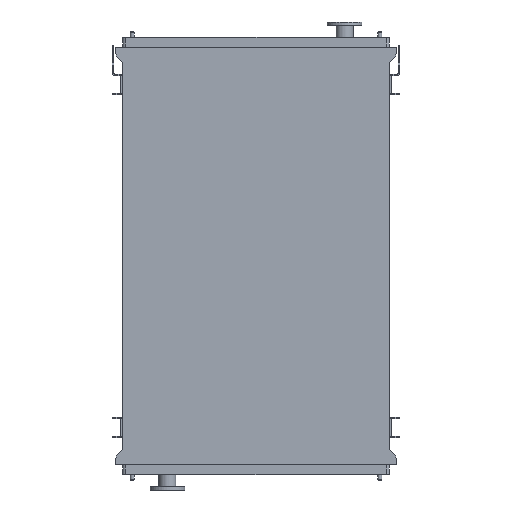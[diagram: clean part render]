
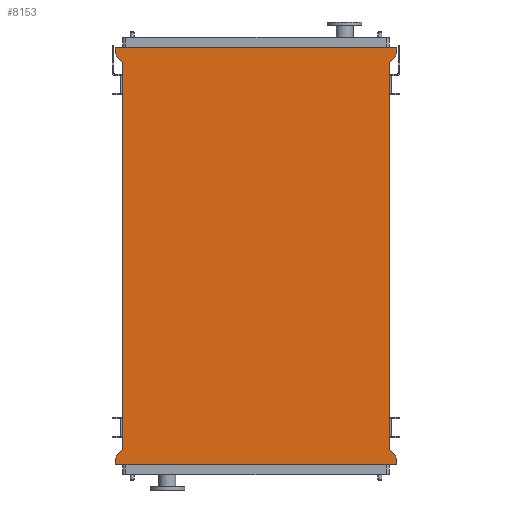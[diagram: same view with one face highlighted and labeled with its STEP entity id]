
A CAD part, front view. The second image highlights one B-rep face of the part: STEP entity #8153.
In plain terms, the highlighted planar face has unit normal (0, -1, 0).
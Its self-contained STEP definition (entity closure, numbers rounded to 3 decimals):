
#442 = CARTESIAN_POINT ( 'NONE',  ( 845., 0., -2450. ) ) ;
#446 = LINE ( 'NONE', #11637, #11271 ) ;
#473 = DIRECTION ( 'NONE',  ( 0., 0., 1. ) ) ;
#704 = CARTESIAN_POINT ( 'NONE',  ( 891., 0., -2503. ) ) ;
#714 = LINE ( 'NONE', #5152, #14232 ) ;
#747 = CARTESIAN_POINT ( 'NONE',  ( -845., 0., 0. ) ) ;
#787 = CARTESIAN_POINT ( 'NONE',  ( -891., 0., 53. ) ) ;
#943 = CARTESIAN_POINT ( 'NONE',  ( -845., 0., 0. ) ) ;
#1030 = DIRECTION ( 'NONE',  ( -0.655, 0., 0.755 ) ) ;
#1175 = VECTOR ( 'NONE', #1030, 1000. ) ;
#1237 = CARTESIAN_POINT ( 'NONE',  ( 891., 0., 95. ) ) ;
#1434 = CARTESIAN_POINT ( 'NONE',  ( -845., 0., -2450. ) ) ;
#1691 = DIRECTION ( 'NONE',  ( 0., 0., -1. ) ) ;
#1935 = VECTOR ( 'NONE', #2443, 1000. ) ;
#2153 = LINE ( 'NONE', #747, #1175 ) ;
#2418 = LINE ( 'NONE', #5379, #1935 ) ;
#2443 = DIRECTION ( 'NONE',  ( -0.655, 0., -0.755 ) ) ;
#2972 = CARTESIAN_POINT ( 'NONE',  ( 845., 0., 0. ) ) ;
#3013 = DIRECTION ( 'NONE',  ( 0., 0., -1. ) ) ;
#3036 = CARTESIAN_POINT ( 'NONE',  ( 891., 0., -2545. ) ) ;
#3058 = DIRECTION ( 'NONE',  ( 0.655, 0., -0.755 ) ) ;
#3063 = DIRECTION ( 'NONE',  ( -1., 0., 0. ) ) ;
#3397 = DIRECTION ( 'NONE',  ( 1., 0., 0. ) ) ;
#3464 = CARTESIAN_POINT ( 'NONE',  ( -891., 0., 95. ) ) ;
#4770 = AXIS2_PLACEMENT_3D ( 'NONE', #6198, #6174, #6156 ) ;
#5037 = LINE ( 'NONE', #3464, #11560 ) ;
#5152 = CARTESIAN_POINT ( 'NONE',  ( 845., 0., -2450. ) ) ;
#5379 = CARTESIAN_POINT ( 'NONE',  ( 891., 0., 53. ) ) ;
#5439 = CARTESIAN_POINT ( 'NONE',  ( -891., 0., -2545. ) ) ;
#5751 = EDGE_CURVE ( 'NONE', #15745, #16028, #7089, .T. ) ;
#5752 = EDGE_CURVE ( 'NONE', #16177, #11408, #2418, .T. ) ;
#5788 = EDGE_CURVE ( 'NONE', #11551, #13775, #15048, .T. ) ;
#5913 = EDGE_CURVE ( 'NONE', #13182, #15745, #15830, .T. ) ;
#5970 = EDGE_CURVE ( 'NONE', #16037, #13182, #9101, .T. ) ;
#6008 = EDGE_CURVE ( 'NONE', #11299, #16037, #714, .T. ) ;
#6110 = EDGE_CURVE ( 'NONE', #8074, #13524, #10020, .T. ) ;
#6156 = DIRECTION ( 'NONE',  ( 0., 0., -1. ) ) ;
#6174 = DIRECTION ( 'NONE',  ( 0., -1., 0. ) ) ;
#6198 = CARTESIAN_POINT ( 'NONE',  ( -845., 0., -2450. ) ) ;
#6264 = PLANE ( 'NONE',  #4770 ) ;
#6299 = EDGE_CURVE ( 'NONE', #13524, #11551, #2153, .T. ) ;
#6344 = EDGE_LOOP ( 'NONE', ( #12838, #12130, #15169, #12488, #9774, #12847, #6799, #10159, #16053, #7236, #10521, #13608 ) ) ;
#6493 = EDGE_CURVE ( 'NONE', #11299, #11408, #446, .T. ) ;
#6633 = CARTESIAN_POINT ( 'NONE',  ( -891., 0., 95. ) ) ;
#6799 = ORIENTED_EDGE ( 'NONE', *, *, #6110, .F. ) ;
#6941 = EDGE_CURVE ( 'NONE', #11335, #16177, #9274, .T. ) ;
#6998 = DIRECTION ( 'NONE',  ( 0., 0., 1. ) ) ;
#7089 = LINE ( 'NONE', #5439, #9659 ) ;
#7233 = EDGE_CURVE ( 'NONE', #13775, #11335, #5037, .T. ) ;
#7236 = ORIENTED_EDGE ( 'NONE', *, *, #5913, .F. ) ;
#7239 = CARTESIAN_POINT ( 'NONE',  ( -845., 0., -2450. ) ) ;
#7611 = VECTOR ( 'NONE', #12249, 1000. ) ;
#7625 = EDGE_CURVE ( 'NONE', #16028, #8074, #7994, .T. ) ;
#7994 = LINE ( 'NONE', #12451, #7611 ) ;
#8074 = VERTEX_POINT ( 'NONE', #7239 ) ;
#8153 = ADVANCED_FACE ( 'NONE', ( #13330 ), #6264, .T. ) ;
#9101 = LINE ( 'NONE', #704, #11837 ) ;
#9274 = LINE ( 'NONE', #1237, #12341 ) ;
#9659 = VECTOR ( 'NONE', #6998, 1000. ) ;
#9774 = ORIENTED_EDGE ( 'NONE', *, *, #5788, .F. ) ;
#10020 = LINE ( 'NONE', #1434, #15686 ) ;
#10159 = ORIENTED_EDGE ( 'NONE', *, *, #7625, .F. ) ;
#10173 = CARTESIAN_POINT ( 'NONE',  ( 891., 0., -2545. ) ) ;
#10521 = ORIENTED_EDGE ( 'NONE', *, *, #5970, .F. ) ;
#11271 = VECTOR ( 'NONE', #11467, 1000. ) ;
#11299 = VERTEX_POINT ( 'NONE', #442 ) ;
#11335 = VERTEX_POINT ( 'NONE', #16276 ) ;
#11408 = VERTEX_POINT ( 'NONE', #2972 ) ;
#11467 = DIRECTION ( 'NONE',  ( 0., 0., 1. ) ) ;
#11551 = VERTEX_POINT ( 'NONE', #787 ) ;
#11560 = VECTOR ( 'NONE', #3397, 1000. ) ;
#11637 = CARTESIAN_POINT ( 'NONE',  ( 845., 0., -2450. ) ) ;
#11837 = VECTOR ( 'NONE', #1691, 1000. ) ;
#12010 = VECTOR ( 'NONE', #15034, 1000. ) ;
#12130 = ORIENTED_EDGE ( 'NONE', *, *, #5752, .F. ) ;
#12249 = DIRECTION ( 'NONE',  ( 0.655, 0., 0.755 ) ) ;
#12341 = VECTOR ( 'NONE', #3013, 1000. ) ;
#12451 = CARTESIAN_POINT ( 'NONE',  ( -891., 0., -2503. ) ) ;
#12488 = ORIENTED_EDGE ( 'NONE', *, *, #7233, .F. ) ;
#12838 = ORIENTED_EDGE ( 'NONE', *, *, #6493, .T. ) ;
#12847 = ORIENTED_EDGE ( 'NONE', *, *, #6299, .F. ) ;
#13182 = VERTEX_POINT ( 'NONE', #3036 ) ;
#13273 = VECTOR ( 'NONE', #3063, 1000. ) ;
#13330 = FACE_OUTER_BOUND ( 'NONE', #6344, .T. ) ;
#13524 = VERTEX_POINT ( 'NONE', #943 ) ;
#13608 = ORIENTED_EDGE ( 'NONE', *, *, #6008, .F. ) ;
#13775 = VERTEX_POINT ( 'NONE', #6633 ) ;
#14232 = VECTOR ( 'NONE', #3058, 1000. ) ;
#15034 = DIRECTION ( 'NONE',  ( 0., 0., 1. ) ) ;
#15048 = LINE ( 'NONE', #15418, #12010 ) ;
#15169 = ORIENTED_EDGE ( 'NONE', *, *, #6941, .F. ) ;
#15217 = CARTESIAN_POINT ( 'NONE',  ( 891., 0., 53. ) ) ;
#15266 = CARTESIAN_POINT ( 'NONE',  ( -891., 0., -2503. ) ) ;
#15294 = CARTESIAN_POINT ( 'NONE',  ( 891., 0., -2503. ) ) ;
#15418 = CARTESIAN_POINT ( 'NONE',  ( -891., 0., 53. ) ) ;
#15686 = VECTOR ( 'NONE', #473, 1000. ) ;
#15745 = VERTEX_POINT ( 'NONE', #16265 ) ;
#15830 = LINE ( 'NONE', #10173, #13273 ) ;
#16028 = VERTEX_POINT ( 'NONE', #15266 ) ;
#16037 = VERTEX_POINT ( 'NONE', #15294 ) ;
#16053 = ORIENTED_EDGE ( 'NONE', *, *, #5751, .F. ) ;
#16177 = VERTEX_POINT ( 'NONE', #15217 ) ;
#16265 = CARTESIAN_POINT ( 'NONE',  ( -891., 0., -2545. ) ) ;
#16276 = CARTESIAN_POINT ( 'NONE',  ( 891., 0., 95. ) ) ;
